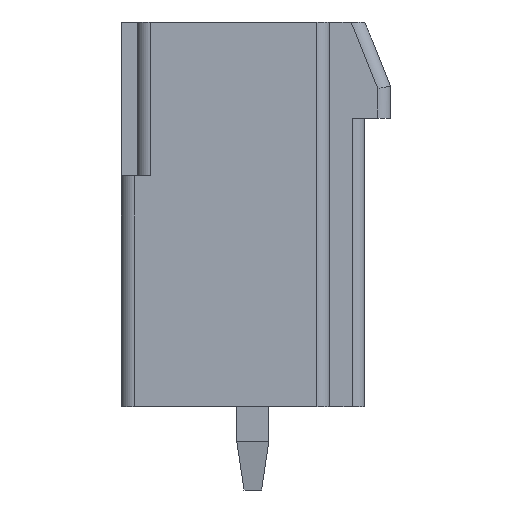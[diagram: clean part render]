
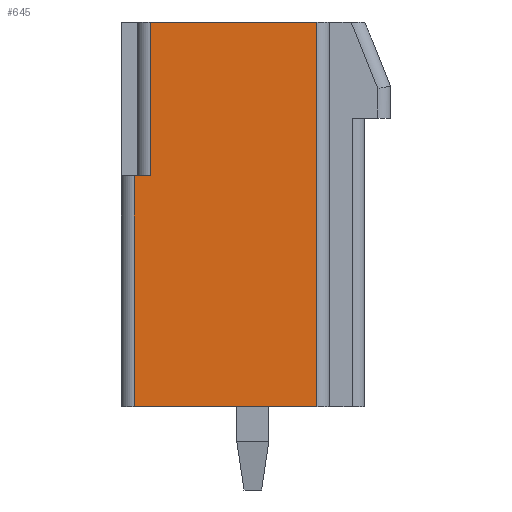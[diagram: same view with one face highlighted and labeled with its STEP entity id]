
A CAD part, left-side view. The second image highlights one B-rep face of the part: STEP entity #645.
In plain terms, the highlighted planar face has unit normal (-1, 0, 0).
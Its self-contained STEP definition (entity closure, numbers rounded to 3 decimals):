
#645 = ADVANCED_FACE( '', ( #1311 ), #1312, .T. );
#1311 = FACE_OUTER_BOUND( '', #2012, .T. );
#1312 = PLANE( '', #2013 );
#2012 = EDGE_LOOP( '', ( #3577, #3578, #3579, #3580, #3581, #3582 ) );
#2013 = AXIS2_PLACEMENT_3D( '', #3583, #3584, #3585 );
#3577 = ORIENTED_EDGE( '', *, *, #4860, .T. );
#3578 = ORIENTED_EDGE( '', *, *, #4861, .T. );
#3579 = ORIENTED_EDGE( '', *, *, #4862, .F. );
#3580 = ORIENTED_EDGE( '', *, *, #4863, .T. );
#3581 = ORIENTED_EDGE( '', *, *, #4864, .T. );
#3582 = ORIENTED_EDGE( '', *, *, #4562, .T. );
#3583 = CARTESIAN_POINT( '', ( -3.68, 0., 0. ) );
#3584 = DIRECTION( '', ( -1., 0., 0. ) );
#3585 = DIRECTION( '', ( 0., 0., 1. ) );
#4562 = EDGE_CURVE( '', #5589, #5591, #5593, .T. );
#4860 = EDGE_CURVE( '', #5591, #5999, #6000, .T. );
#4861 = EDGE_CURVE( '', #5999, #6001, #6002, .T. );
#4862 = EDGE_CURVE( '', #6003, #6001, #6004, .T. );
#4863 = EDGE_CURVE( '', #6003, #6005, #6006, .T. );
#4864 = EDGE_CURVE( '', #6005, #5589, #6007, .T. );
#5589 = VERTEX_POINT( '', #6989 );
#5591 = VERTEX_POINT( '', #6991 );
#5593 = LINE( '', #6993, #6994 );
#5999 = VERTEX_POINT( '', #7576 );
#6000 = LINE( '', #7577, #7578 );
#6001 = VERTEX_POINT( '', #7579 );
#6002 = LINE( '', #7580, #7581 );
#6003 = VERTEX_POINT( '', #7582 );
#6004 = LINE( '', #7583, #7584 );
#6005 = VERTEX_POINT( '', #7585 );
#6006 = LINE( '', #7586, #7587 );
#6007 = LINE( '', #7588, #7589 );
#6989 = CARTESIAN_POINT( '', ( -3.68, 2.3, 0. ) );
#6991 = CARTESIAN_POINT( '', ( -3.68, 2.3, 12. ) );
#6993 = CARTESIAN_POINT( '', ( -3.68, 2.3, 12. ) );
#6994 = VECTOR( '', #8164, 1000. );
#7576 = CARTESIAN_POINT( '', ( -3.68, 7.5, 12. ) );
#7577 = CARTESIAN_POINT( '', ( -3.68, 1.9, 12. ) );
#7578 = VECTOR( '', #8431, 1000. );
#7579 = CARTESIAN_POINT( '', ( -3.68, 7.5, 7.2 ) );
#7580 = CARTESIAN_POINT( '', ( -3.68, 7.5, 0. ) );
#7581 = VECTOR( '', #8432, 1000. );
#7582 = CARTESIAN_POINT( '', ( -3.68, 8., 7.2 ) );
#7583 = CARTESIAN_POINT( '', ( -3.68, 8.4, 7.2 ) );
#7584 = VECTOR( '', #8433, 1000. );
#7585 = CARTESIAN_POINT( '', ( -3.68, 8., 0. ) );
#7586 = CARTESIAN_POINT( '', ( -3.68, 8., 0. ) );
#7587 = VECTOR( '', #8434, 1000. );
#7588 = CARTESIAN_POINT( '', ( -3.68, 7.9, 0. ) );
#7589 = VECTOR( '', #8435, 1000. );
#8164 = DIRECTION( '', ( 0., 0., 1. ) );
#8431 = DIRECTION( '', ( 0., 1., 0. ) );
#8432 = DIRECTION( '', ( 0., 0., -1. ) );
#8433 = DIRECTION( '', ( 0., -1., 0. ) );
#8434 = DIRECTION( '', ( 0., 0., -1. ) );
#8435 = DIRECTION( '', ( 0., -1., 0. ) );
